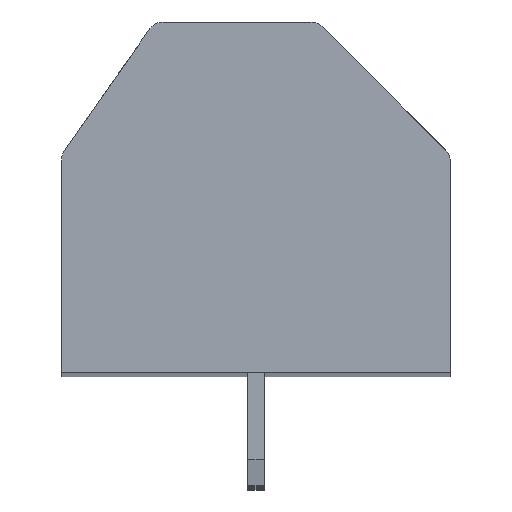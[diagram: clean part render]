
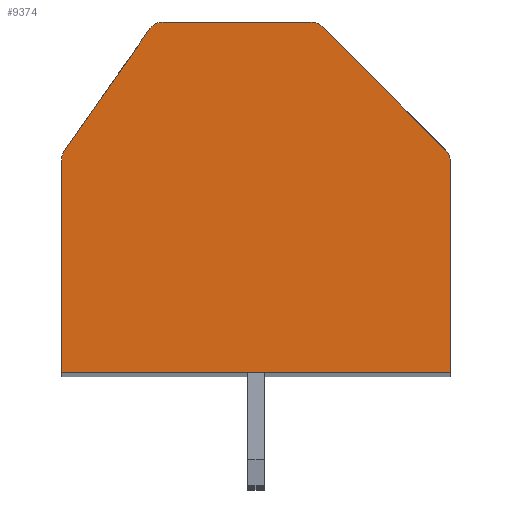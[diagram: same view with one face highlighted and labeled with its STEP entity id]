
A CAD part, top view. The second image highlights one B-rep face of the part: STEP entity #9374.
In plain terms, the highlighted planar face has unit normal (0, 0, 1).
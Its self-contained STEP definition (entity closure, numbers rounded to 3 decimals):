
#2977=CARTESIAN_POINT('',(1.693,4.9,3.));
#2978=DIRECTION('',(0.,0.,1.));
#2979=DIRECTION('',(0.707,0.707,0.));
#2980=AXIS2_PLACEMENT_3D('',#2977,#2978,#2979);
#2982=DIRECTION('',(-0.707,0.707,0.));
#2983=VECTOR('',#2982,5.384);
#2984=CARTESIAN_POINT('',(5.854,1.446,3.));
#2985=LINE('',#2984,#2983);
#2986=CARTESIAN_POINT('',(5.5,1.093,3.));
#2987=DIRECTION('',(0.,0.,1.));
#2988=DIRECTION('',(1.,0.,0.));
#2989=AXIS2_PLACEMENT_3D('',#2986,#2987,#2988);
#2991=DIRECTION('',(0.,1.,0.));
#2992=VECTOR('',#2991,6.493);
#2993=CARTESIAN_POINT('',(6.,-5.4,3.));
#2994=LINE('',#2993,#2992);
#2995=DIRECTION('',(1.,0.,0.));
#2996=VECTOR('',#2995,12.);
#2997=CARTESIAN_POINT('',(-6.,-5.4,3.));
#2998=LINE('',#2997,#2996);
#2999=DIRECTION('',(0.,-1.,0.));
#3000=VECTOR('',#2999,6.542);
#3001=CARTESIAN_POINT('',(-6.,1.142,3.));
#3002=LINE('',#3001,#3000);
#3003=CARTESIAN_POINT('',(-5.5,1.142,3.));
#3004=DIRECTION('',(0.,0.,1.));
#3005=DIRECTION('',(-0.819,0.574,0.));
#3006=AXIS2_PLACEMENT_3D('',#3003,#3004,#3005);
#3008=DIRECTION('',(-0.574,-0.819,0.));
#3009=VECTOR('',#3008,4.587);
#3010=CARTESIAN_POINT('',(-3.278,5.187,3.));
#3011=LINE('',#3010,#3009);
#3012=CARTESIAN_POINT('',(-2.869,4.9,3.));
#3013=DIRECTION('',(0.,0.,1.));
#3014=DIRECTION('',(0.,1.,0.));
#3015=AXIS2_PLACEMENT_3D('',#3012,#3013,#3014);
#3017=DIRECTION('',(-1.,0.,0.));
#3018=VECTOR('',#3017,4.562);
#3019=CARTESIAN_POINT('',(1.693,5.4,3.));
#3020=LINE('',#3019,#3018);
#3921=CARTESIAN_POINT('',(-6.,-5.4,3.));
#3922=CARTESIAN_POINT('',(6.,-5.4,3.));
#3923=VERTEX_POINT('',#3921);
#3924=VERTEX_POINT('',#3922);
#4081=CARTESIAN_POINT('',(2.046,5.254,3.));
#4082=VERTEX_POINT('',#4081);
#4083=CARTESIAN_POINT('',(1.693,5.4,3.));
#4084=VERTEX_POINT('',#4083);
#4089=CARTESIAN_POINT('',(6.,1.093,3.));
#4090=VERTEX_POINT('',#4089);
#4091=CARTESIAN_POINT('',(5.854,1.446,3.));
#4092=VERTEX_POINT('',#4091);
#4097=CARTESIAN_POINT('',(-2.869,5.4,3.));
#4098=VERTEX_POINT('',#4097);
#4099=CARTESIAN_POINT('',(-3.278,5.187,3.));
#4100=VERTEX_POINT('',#4099);
#4105=CARTESIAN_POINT('',(-5.91,1.429,3.));
#4106=VERTEX_POINT('',#4105);
#4107=CARTESIAN_POINT('',(-6.,1.142,3.));
#4108=VERTEX_POINT('',#4107);
#9357=CARTESIAN_POINT('',(0.,0.,3.));
#9358=DIRECTION('',(0.,0.,1.));
#9359=DIRECTION('',(1.,0.,0.));
#9360=AXIS2_PLACEMENT_3D('',#9357,#9358,#9359);
#9361=PLANE('',#9360);
#9362=ORIENTED_EDGE('',*,*,#5209,.F.);
#9363=ORIENTED_EDGE('',*,*,#5225,.F.);
#9364=ORIENTED_EDGE('',*,*,#7302,.F.);
#9365=ORIENTED_EDGE('',*,*,#7317,.F.);
#9366=ORIENTED_EDGE('',*,*,#7330,.F.);
#9367=ORIENTED_EDGE('',*,*,#7503,.F.);
#9368=ORIENTED_EDGE('',*,*,#7518,.F.);
#9369=ORIENTED_EDGE('',*,*,#7531,.F.);
#9370=ORIENTED_EDGE('',*,*,#9338,.F.);
#9371=ORIENTED_EDGE('',*,*,#9350,.F.);
#9372=EDGE_LOOP('',(#9362,#9363,#9364,#9365,#9366,#9367,#9368,#9369,#9370,
#9371));
#9373=FACE_OUTER_BOUND('',#9372,.F.);
#2981=CIRCLE('',#2980,0.5);
#2990=CIRCLE('',#2989,0.5);
#3007=CIRCLE('',#3006,0.5);
#3016=CIRCLE('',#3015,0.5);
#5209=EDGE_CURVE('',#4082,#4084,#2981,.T.);
#5225=EDGE_CURVE('',#4092,#4082,#2985,.T.);
#7302=EDGE_CURVE('',#4090,#4092,#2990,.T.);
#7317=EDGE_CURVE('',#3924,#4090,#2994,.T.);
#7330=EDGE_CURVE('',#3923,#3924,#2998,.T.);
#7503=EDGE_CURVE('',#4108,#3923,#3002,.T.);
#7518=EDGE_CURVE('',#4106,#4108,#3007,.T.);
#7531=EDGE_CURVE('',#4100,#4106,#3011,.T.);
#9338=EDGE_CURVE('',#4098,#4100,#3016,.T.);
#9350=EDGE_CURVE('',#4084,#4098,#3020,.T.);
#9374=ADVANCED_FACE('',(#9373),#9361,.T.);
